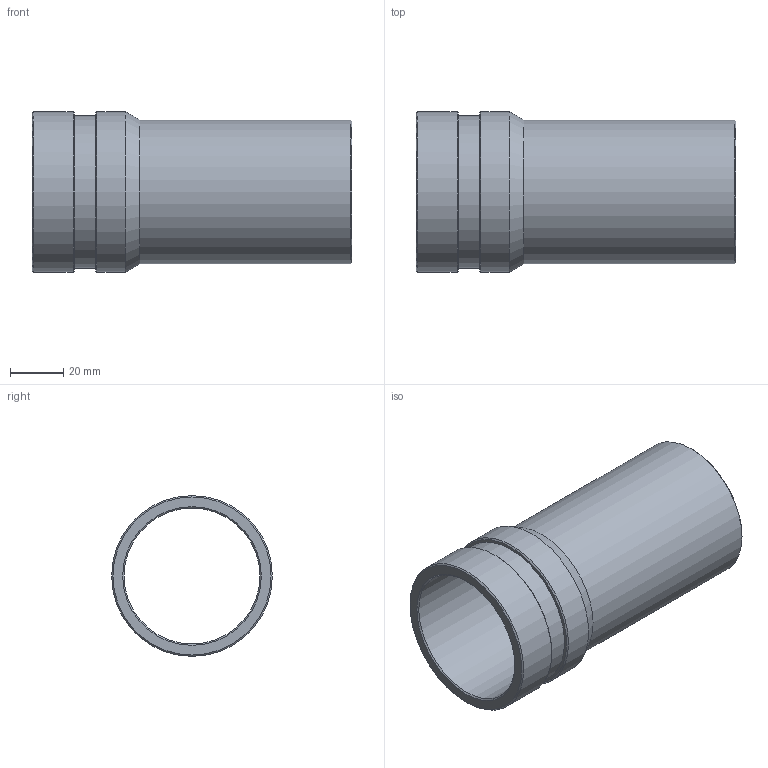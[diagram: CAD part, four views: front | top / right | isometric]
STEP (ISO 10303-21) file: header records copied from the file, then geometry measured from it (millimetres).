
FILE_DESCRIPTION(/* description */ ('ADATTORE "VICTAULIC" 60-54 STEEL'),/* implementation_level */ '2;1');
FILE_NAME(/* name */ '322060054_Steelpres.stp',/* time_stamp */ '2022-10-24T08:33:05+02:00',/* author */ ('Vault'),/* organization */ ('Raccorderie metalliche s.p.a. '),/* preprocessor_version */ 'ST-DEVELOPER v18.1',/* originating_system */ 'Autodesk Inventor 2020',/* authorisation */ 'Raccorderie metalliche s.p.a. ');
FILE_SCHEMA (('AUTOMOTIVE_DESIGN { 1 0 10303 214 3 1 1 }'));
Length unit declared in the file: millimetre
Products named in the file (1): 322060054_Steelpres
Bounding box: 120 x 60.3 x 60.3 mm (x, y, z)
Volume: 48534 mm3; surface area: 41742.7 mm2
Topology: 1 solids, 1 shells, 16 faces, 38 edges, 26 vertices
Faces by surface type: cone 7, cylinder 5, plane 4
Full cylindrical faces by diameter (mm): 51 x1, 54 x1, 57.1 x1, 60.3 x2
Entity records: 529 total; most frequent: DIRECTION 98, CARTESIAN_POINT 81, ORIENTED_EDGE 76, AXIS2_PLACEMENT_3D 43, EDGE_CURVE 38, CIRCLE 26, VERTEX_POINT 26, EDGE_LOOP 20
